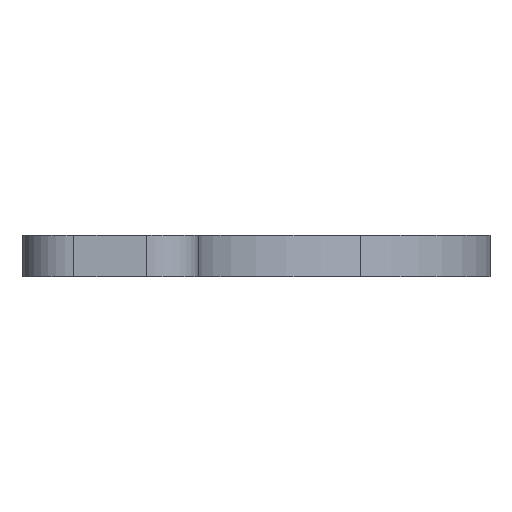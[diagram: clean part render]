
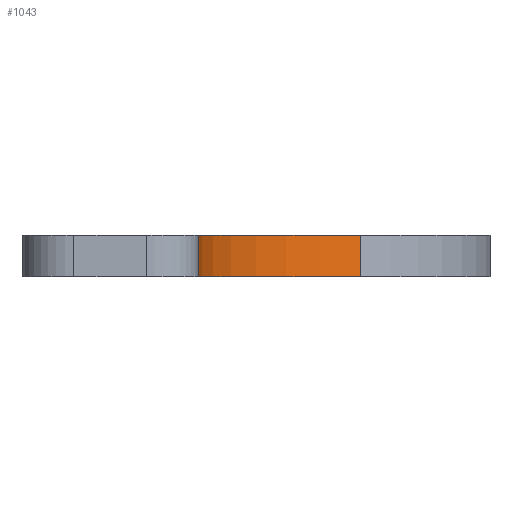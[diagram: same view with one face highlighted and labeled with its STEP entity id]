
A CAD part, left-side view. The second image highlights one B-rep face of the part: STEP entity #1043.
In plain terms, the highlighted cylindrical face has radius 25 mm (diameter 50 mm), a partial arc.
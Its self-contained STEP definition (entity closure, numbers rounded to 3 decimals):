
#73 = PLANE('',#74);
#74 = AXIS2_PLACEMENT_3D('',#75,#76,#77);
#75 = CARTESIAN_POINT('',(1.045,13.23,4.));
#76 = DIRECTION('',(0.,0.,-1.));
#77 = DIRECTION('',(0.,1.,0.));
#105 = PLANE('',#106);
#106 = AXIS2_PLACEMENT_3D('',#107,#108,#109);
#107 = CARTESIAN_POINT('',(-129.93,8.165,0.));
#108 = DIRECTION('',(0.,1.,0.));
#109 = DIRECTION('',(1.,0.,0.));
#132 = PLANE('',#133);
#133 = AXIS2_PLACEMENT_3D('',#134,#135,#136);
#134 = CARTESIAN_POINT('',(1.045,13.23,0.));
#135 = DIRECTION('',(0.,0.,-1.));
#136 = DIRECTION('',(0.,1.,0.));
#920 = CYLINDRICAL_SURFACE('',#921,20.);
#921 = AXIS2_PLACEMENT_3D('',#922,#923,#924);
#922 = CARTESIAN_POINT('',(0.,-0.,0.));
#923 = DIRECTION('',(0.,0.,-1.));
#924 = DIRECTION('',(1.,0.,0.));
#961 = EDGE_CURVE('',#962,#964,#966,.T.);
#962 = VERTEX_POINT('',#963);
#963 = CARTESIAN_POINT('',(-18.548,-7.482,0.));
#964 = VERTEX_POINT('',#965);
#965 = CARTESIAN_POINT('',(-18.548,-7.482,4.));
#966 = SURFACE_CURVE('',#967,(#971,#978),.PCURVE_S1.);
#967 = LINE('',#968,#969);
#968 = CARTESIAN_POINT('',(-18.548,-7.482,0.));
#969 = VECTOR('',#970,1.);
#970 = DIRECTION('',(0.,0.,1.));
#971 = PCURVE('',#920,#972);
#972 = DEFINITIONAL_REPRESENTATION('',(#973),#977);
#973 = LINE('',#974,#975);
#974 = CARTESIAN_POINT('',(-3.525,0.));
#975 = VECTOR('',#976,1.);
#976 = DIRECTION('',(-0.,-1.));
#977 = ( GEOMETRIC_REPRESENTATION_CONTEXT(2) 
PARAMETRIC_REPRESENTATION_CONTEXT() REPRESENTATION_CONTEXT('2D SPACE',''
  ) );
#978 = PCURVE('',#979,#984);
#979 = CYLINDRICAL_SURFACE('',#980,25.);
#980 = AXIS2_PLACEMENT_3D('',#981,#982,#983);
#981 = CARTESIAN_POINT('',(-41.732,-16.835,0.));
#982 = DIRECTION('',(0.,0.,-1.));
#983 = DIRECTION('',(1.,0.,0.));
#984 = DEFINITIONAL_REPRESENTATION('',(#985),#989);
#985 = LINE('',#986,#987);
#986 = CARTESIAN_POINT('',(-0.383,0.));
#987 = VECTOR('',#988,1.);
#988 = DIRECTION('',(-0.,-1.));
#989 = ( GEOMETRIC_REPRESENTATION_CONTEXT(2) 
PARAMETRIC_REPRESENTATION_CONTEXT() REPRESENTATION_CONTEXT('2D SPACE',''
  ) );
#1043 = ADVANCED_FACE('',(#1044),#979,.F.);
#1044 = FACE_BOUND('',#1045,.T.);
#1045 = EDGE_LOOP('',(#1046,#1047,#1075,#1098));
#1046 = ORIENTED_EDGE('',*,*,#961,.T.);
#1047 = ORIENTED_EDGE('',*,*,#1048,.T.);
#1048 = EDGE_CURVE('',#964,#1049,#1051,.T.);
#1049 = VERTEX_POINT('',#1050);
#1050 = CARTESIAN_POINT('',(-41.732,8.165,4.));
#1051 = SURFACE_CURVE('',#1052,(#1057,#1064),.PCURVE_S1.);
#1052 = CIRCLE('',#1053,25.);
#1053 = AXIS2_PLACEMENT_3D('',#1054,#1055,#1056);
#1054 = CARTESIAN_POINT('',(-41.732,-16.835,4.));
#1055 = DIRECTION('',(0.,0.,1.));
#1056 = DIRECTION('',(1.,0.,0.));
#1057 = PCURVE('',#979,#1058);
#1058 = DEFINITIONAL_REPRESENTATION('',(#1059),#1063);
#1059 = LINE('',#1060,#1061);
#1060 = CARTESIAN_POINT('',(-0.,-4.));
#1061 = VECTOR('',#1062,1.);
#1062 = DIRECTION('',(-1.,0.));
#1063 = ( GEOMETRIC_REPRESENTATION_CONTEXT(2) 
PARAMETRIC_REPRESENTATION_CONTEXT() REPRESENTATION_CONTEXT('2D SPACE',''
  ) );
#1064 = PCURVE('',#73,#1065);
#1065 = DEFINITIONAL_REPRESENTATION('',(#1066),#1074);
#1066 = ( BOUNDED_CURVE() B_SPLINE_CURVE(2,(#1067,#1068,#1069,#1070,
#1071,#1072,#1073),.UNSPECIFIED.,.T.,.F.) B_SPLINE_CURVE_WITH_KNOTS((1,2
    ,2,2,2,1),(-2.094,0.,2.094,4.189,
6.283,8.378),.UNSPECIFIED.) CURVE() 
GEOMETRIC_REPRESENTATION_ITEM() RATIONAL_B_SPLINE_CURVE((1.,0.5,1.,0.5,
1.,0.5,1.)) REPRESENTATION_ITEM('') );
#1067 = CARTESIAN_POINT('',(-30.065,-17.777));
#1068 = CARTESIAN_POINT('',(13.236,-17.777));
#1069 = CARTESIAN_POINT('',(-8.415,-55.277));
#1070 = CARTESIAN_POINT('',(-30.065,-92.777));
#1071 = CARTESIAN_POINT('',(-51.716,-55.277));
#1072 = CARTESIAN_POINT('',(-73.367,-17.777));
#1073 = CARTESIAN_POINT('',(-30.065,-17.777));
#1074 = ( GEOMETRIC_REPRESENTATION_CONTEXT(2) 
PARAMETRIC_REPRESENTATION_CONTEXT() REPRESENTATION_CONTEXT('2D SPACE',''
  ) );
#1075 = ORIENTED_EDGE('',*,*,#1076,.F.);
#1076 = EDGE_CURVE('',#1077,#1049,#1079,.T.);
#1077 = VERTEX_POINT('',#1078);
#1078 = CARTESIAN_POINT('',(-41.732,8.165,0.));
#1079 = SURFACE_CURVE('',#1080,(#1084,#1091),.PCURVE_S1.);
#1080 = LINE('',#1081,#1082);
#1081 = CARTESIAN_POINT('',(-41.732,8.165,0.));
#1082 = VECTOR('',#1083,1.);
#1083 = DIRECTION('',(0.,0.,1.));
#1084 = PCURVE('',#979,#1085);
#1085 = DEFINITIONAL_REPRESENTATION('',(#1086),#1090);
#1086 = LINE('',#1087,#1088);
#1087 = CARTESIAN_POINT('',(-1.571,0.));
#1088 = VECTOR('',#1089,1.);
#1089 = DIRECTION('',(-0.,-1.));
#1090 = ( GEOMETRIC_REPRESENTATION_CONTEXT(2) 
PARAMETRIC_REPRESENTATION_CONTEXT() REPRESENTATION_CONTEXT('2D SPACE',''
  ) );
#1091 = PCURVE('',#105,#1092);
#1092 = DEFINITIONAL_REPRESENTATION('',(#1093),#1097);
#1093 = LINE('',#1094,#1095);
#1094 = CARTESIAN_POINT('',(88.198,0.));
#1095 = VECTOR('',#1096,1.);
#1096 = DIRECTION('',(0.,-1.));
#1097 = ( GEOMETRIC_REPRESENTATION_CONTEXT(2) 
PARAMETRIC_REPRESENTATION_CONTEXT() REPRESENTATION_CONTEXT('2D SPACE',''
  ) );
#1098 = ORIENTED_EDGE('',*,*,#1099,.F.);
#1099 = EDGE_CURVE('',#962,#1077,#1100,.T.);
#1100 = SURFACE_CURVE('',#1101,(#1106,#1113),.PCURVE_S1.);
#1101 = CIRCLE('',#1102,25.);
#1102 = AXIS2_PLACEMENT_3D('',#1103,#1104,#1105);
#1103 = CARTESIAN_POINT('',(-41.732,-16.835,0.));
#1104 = DIRECTION('',(0.,0.,1.));
#1105 = DIRECTION('',(1.,0.,0.));
#1106 = PCURVE('',#979,#1107);
#1107 = DEFINITIONAL_REPRESENTATION('',(#1108),#1112);
#1108 = LINE('',#1109,#1110);
#1109 = CARTESIAN_POINT('',(-0.,0.));
#1110 = VECTOR('',#1111,1.);
#1111 = DIRECTION('',(-1.,0.));
#1112 = ( GEOMETRIC_REPRESENTATION_CONTEXT(2) 
PARAMETRIC_REPRESENTATION_CONTEXT() REPRESENTATION_CONTEXT('2D SPACE',''
  ) );
#1113 = PCURVE('',#132,#1114);
#1114 = DEFINITIONAL_REPRESENTATION('',(#1115),#1123);
#1115 = ( BOUNDED_CURVE() B_SPLINE_CURVE(2,(#1116,#1117,#1118,#1119,
#1120,#1121,#1122),.UNSPECIFIED.,.T.,.F.) B_SPLINE_CURVE_WITH_KNOTS((1,2
    ,2,2,2,1),(-2.094,0.,2.094,4.189,
6.283,8.378),.UNSPECIFIED.) CURVE() 
GEOMETRIC_REPRESENTATION_ITEM() RATIONAL_B_SPLINE_CURVE((1.,0.5,1.,0.5,
1.,0.5,1.)) REPRESENTATION_ITEM('') );
#1116 = CARTESIAN_POINT('',(-30.065,-17.777));
#1117 = CARTESIAN_POINT('',(13.236,-17.777));
#1118 = CARTESIAN_POINT('',(-8.415,-55.277));
#1119 = CARTESIAN_POINT('',(-30.065,-92.777));
#1120 = CARTESIAN_POINT('',(-51.716,-55.277));
#1121 = CARTESIAN_POINT('',(-73.367,-17.777));
#1122 = CARTESIAN_POINT('',(-30.065,-17.777));
#1123 = ( GEOMETRIC_REPRESENTATION_CONTEXT(2) 
PARAMETRIC_REPRESENTATION_CONTEXT() REPRESENTATION_CONTEXT('2D SPACE',''
  ) );
